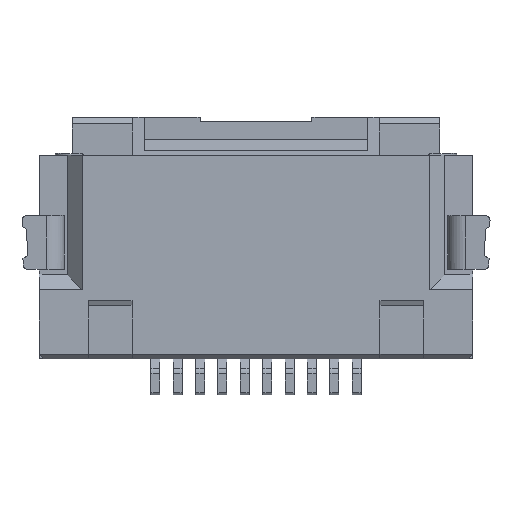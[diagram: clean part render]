
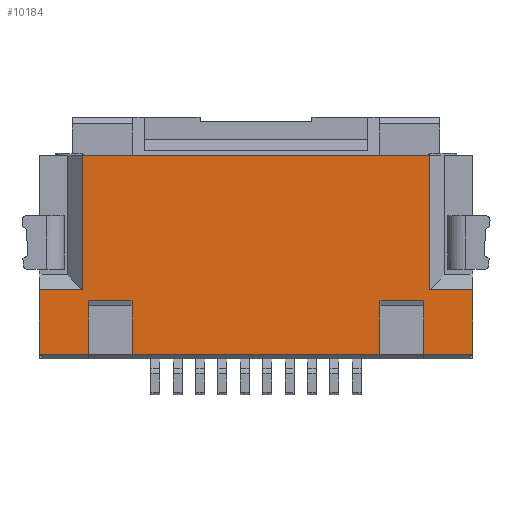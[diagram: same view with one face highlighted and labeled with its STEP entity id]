
A CAD part, front view. The second image highlights one B-rep face of the part: STEP entity #10184.
In plain terms, the highlighted planar face has unit normal (0, -1, 0).
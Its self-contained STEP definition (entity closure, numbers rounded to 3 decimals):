
#247 = EDGE_CURVE ( 'NONE', #3159, #14087, #1096, .T. ) ;
#817 = ORIENTED_EDGE ( 'NONE', *, *, #10462, .T. ) ;
#1096 = LINE ( 'NONE', #3886, #15195 ) ;
#2025 = CARTESIAN_POINT ( 'NONE',  ( 3.74, -2., 1.3 ) ) ;
#2060 = DIRECTION ( 'NONE',  ( -1., 0., 0. ) ) ;
#2773 = CARTESIAN_POINT ( 'NONE',  ( 3.87, -2., 4.55 ) ) ;
#2839 = ORIENTED_EDGE ( 'NONE', *, *, #3629, .F. ) ;
#2974 = ORIENTED_EDGE ( 'NONE', *, *, #13067, .F. ) ;
#3159 = VERTEX_POINT ( 'NONE', #14985 ) ;
#3190 = LINE ( 'NONE', #5038, #17262 ) ;
#3218 = LINE ( 'NONE', #3854, #6825 ) ;
#3284 = CARTESIAN_POINT ( 'NONE',  ( 4.84, -2., 0.1 ) ) ;
#3285 = CARTESIAN_POINT ( 'NONE',  ( -4.84, -2., 0.1 ) ) ;
#3571 = VECTOR ( 'NONE', #13648, 1000. ) ;
#3629 = EDGE_CURVE ( 'NONE', #6702, #6308, #12582, .T. ) ;
#3854 = CARTESIAN_POINT ( 'NONE',  ( -3.87, -2., 1.384 ) ) ;
#3886 = CARTESIAN_POINT ( 'NONE',  ( 2.77, -2., 1.3 ) ) ;
#4235 = VERTEX_POINT ( 'NONE', #17489 ) ;
#4508 = AXIS2_PLACEMENT_3D ( 'NONE', #14238, #6068, #15599 ) ;
#4530 = EDGE_CURVE ( 'NONE', #14087, #7380, #8488, .T. ) ;
#4665 = EDGE_CURVE ( 'NONE', #6479, #5851, #12755, .T. ) ;
#4666 = VECTOR ( 'NONE', #16484, 1000. ) ;
#4699 = PLANE ( 'NONE',  #4508 ) ;
#4855 = VECTOR ( 'NONE', #2060, 1000. ) ;
#4994 = EDGE_CURVE ( 'NONE', #3159, #6308, #14032, .T. ) ;
#5038 = CARTESIAN_POINT ( 'NONE',  ( 3.87, -2., 1.55 ) ) ;
#5086 = DIRECTION ( 'NONE',  ( -1., 0., 0. ) ) ;
#5133 = LINE ( 'NONE', #8284, #15585 ) ;
#5253 = ORIENTED_EDGE ( 'NONE', *, *, #17660, .T. ) ;
#5851 = VERTEX_POINT ( 'NONE', #10136 ) ;
#5934 = EDGE_CURVE ( 'NONE', #5851, #6702, #9071, .T. ) ;
#6068 = DIRECTION ( 'NONE',  ( 0., 1., 0. ) ) ;
#6308 = VERTEX_POINT ( 'NONE', #15266 ) ;
#6479 = VERTEX_POINT ( 'NONE', #2025 ) ;
#6549 = CARTESIAN_POINT ( 'NONE',  ( 2.77, -2., 0.1 ) ) ;
#6702 = VERTEX_POINT ( 'NONE', #12024 ) ;
#6744 = VERTEX_POINT ( 'NONE', #12090 ) ;
#6825 = VECTOR ( 'NONE', #14772, 1000. ) ;
#7020 = ORIENTED_EDGE ( 'NONE', *, *, #4665, .F. ) ;
#7215 = DIRECTION ( 'NONE',  ( 0., 0., -1. ) ) ;
#7380 = VERTEX_POINT ( 'NONE', #16602 ) ;
#7624 = VECTOR ( 'NONE', #7215, 1000. ) ;
#7651 = VECTOR ( 'NONE', #17141, 1000. ) ;
#7761 = CARTESIAN_POINT ( 'NONE',  ( 3.74, -2., 0.1 ) ) ;
#7786 = ORIENTED_EDGE ( 'NONE', *, *, #11155, .T. ) ;
#7843 = LINE ( 'NONE', #15282, #14265 ) ;
#7911 = DIRECTION ( 'NONE',  ( -1., 0., 0. ) ) ;
#8020 = CARTESIAN_POINT ( 'NONE',  ( 4.84, -2., 1.3 ) ) ;
#8210 = CARTESIAN_POINT ( 'NONE',  ( -2.77, -2., 0.1 ) ) ;
#8284 = CARTESIAN_POINT ( 'NONE',  ( 3.74, -2., 0.1 ) ) ;
#8477 = EDGE_LOOP ( 'NONE', ( #817, #17526, #7786, #13151, #12129, #8664, #14148, #13745, #2839, #10974, #7020, #9452, #15420, #2974, #16483, #5253 ) ) ;
#8488 = LINE ( 'NONE', #8600, #7624 ) ;
#8588 = DIRECTION ( 'NONE',  ( 0., 0., -1. ) ) ;
#8600 = CARTESIAN_POINT ( 'NONE',  ( -3.74, -2., 0.1 ) ) ;
#8624 = EDGE_CURVE ( 'NONE', #9475, #4235, #3218, .T. ) ;
#8647 = VECTOR ( 'NONE', #13070, 1000. ) ;
#8664 = ORIENTED_EDGE ( 'NONE', *, *, #4530, .F. ) ;
#8741 = VERTEX_POINT ( 'NONE', #2773 ) ;
#8841 = CARTESIAN_POINT ( 'NONE',  ( 2.77, -2., 4.55 ) ) ;
#8948 = VECTOR ( 'NONE', #7911, 1000. ) ;
#9071 = LINE ( 'NONE', #11689, #8647 ) ;
#9181 = CARTESIAN_POINT ( 'NONE',  ( 2.77, -2., 1.3 ) ) ;
#9359 = EDGE_CURVE ( 'NONE', #6479, #6744, #5133, .T. ) ;
#9408 = VECTOR ( 'NONE', #8588, 1000. ) ;
#9452 = ORIENTED_EDGE ( 'NONE', *, *, #9359, .T. ) ;
#9475 = VERTEX_POINT ( 'NONE', #13969 ) ;
#9529 = FACE_OUTER_BOUND ( 'NONE', #8477, .T. ) ;
#10134 = VERTEX_POINT ( 'NONE', #15483 ) ;
#10136 = CARTESIAN_POINT ( 'NONE',  ( 2.77, -2., 1.3 ) ) ;
#10184 = ADVANCED_FACE ( 'NONE', ( #9529 ), #4699, .F. ) ;
#10462 = EDGE_CURVE ( 'NONE', #8741, #4235, #15730, .T. ) ;
#10556 = LINE ( 'NONE', #11738, #14217 ) ;
#10974 = ORIENTED_EDGE ( 'NONE', *, *, #5934, .F. ) ;
#11019 = VERTEX_POINT ( 'NONE', #3285 ) ;
#11155 = EDGE_CURVE ( 'NONE', #9475, #16977, #10556, .T. ) ;
#11689 = CARTESIAN_POINT ( 'NONE',  ( 2.77, -2., 0.1 ) ) ;
#11738 = CARTESIAN_POINT ( 'NONE',  ( -3.87, -2., 1.55 ) ) ;
#11763 = CARTESIAN_POINT ( 'NONE',  ( -4.84, -2., 1.3 ) ) ;
#11901 = LINE ( 'NONE', #15107, #4666 ) ;
#11983 = CARTESIAN_POINT ( 'NONE',  ( 4.84, -2., 1.55 ) ) ;
#12024 = CARTESIAN_POINT ( 'NONE',  ( 2.77, -2., 0.1 ) ) ;
#12090 = CARTESIAN_POINT ( 'NONE',  ( 3.74, -2., 0.1 ) ) ;
#12129 = ORIENTED_EDGE ( 'NONE', *, *, #17592, .F. ) ;
#12582 = LINE ( 'NONE', #6549, #8948 ) ;
#12755 = LINE ( 'NONE', #9181, #16399 ) ;
#13067 = EDGE_CURVE ( 'NONE', #16255, #13143, #17120, .T. ) ;
#13070 = DIRECTION ( 'NONE',  ( 0., 0., -1. ) ) ;
#13143 = VERTEX_POINT ( 'NONE', #3284 ) ;
#13151 = ORIENTED_EDGE ( 'NONE', *, *, #14395, .T. ) ;
#13260 = DIRECTION ( 'NONE',  ( 1., 0., 0. ) ) ;
#13648 = DIRECTION ( 'NONE',  ( 0., 0., -1. ) ) ;
#13737 = DIRECTION ( 'NONE',  ( 0., 0., -1. ) ) ;
#13745 = ORIENTED_EDGE ( 'NONE', *, *, #4994, .T. ) ;
#13969 = CARTESIAN_POINT ( 'NONE',  ( -3.87, -2., 1.55 ) ) ;
#14032 = LINE ( 'NONE', #8210, #3571 ) ;
#14078 = VECTOR ( 'NONE', #17308, 1000. ) ;
#14087 = VERTEX_POINT ( 'NONE', #17620 ) ;
#14148 = ORIENTED_EDGE ( 'NONE', *, *, #247, .F. ) ;
#14217 = VECTOR ( 'NONE', #17121, 1000. ) ;
#14238 = CARTESIAN_POINT ( 'NONE',  ( 2.77, -2., 1.3 ) ) ;
#14265 = VECTOR ( 'NONE', #16650, 1000. ) ;
#14395 = EDGE_CURVE ( 'NONE', #16977, #11019, #14931, .T. ) ;
#14434 = EDGE_CURVE ( 'NONE', #6744, #13143, #17689, .T. ) ;
#14456 = EDGE_CURVE ( 'NONE', #10134, #16255, #3190, .T. ) ;
#14772 = DIRECTION ( 'NONE',  ( 0., 0., 1. ) ) ;
#14931 = LINE ( 'NONE', #11763, #7651 ) ;
#14985 = CARTESIAN_POINT ( 'NONE',  ( -2.77, -2., 1.3 ) ) ;
#15107 = CARTESIAN_POINT ( 'NONE',  ( -3.74, -2., 0.1 ) ) ;
#15195 = VECTOR ( 'NONE', #17529, 1000. ) ;
#15266 = CARTESIAN_POINT ( 'NONE',  ( -2.77, -2., 0.1 ) ) ;
#15282 = CARTESIAN_POINT ( 'NONE',  ( 3.87, -2., 1.384 ) ) ;
#15420 = ORIENTED_EDGE ( 'NONE', *, *, #14434, .T. ) ;
#15483 = CARTESIAN_POINT ( 'NONE',  ( 3.87, -2., 1.55 ) ) ;
#15585 = VECTOR ( 'NONE', #13737, 1000. ) ;
#15599 = DIRECTION ( 'NONE',  ( 0., 0., 1. ) ) ;
#15730 = LINE ( 'NONE', #8841, #4855 ) ;
#16255 = VERTEX_POINT ( 'NONE', #11983 ) ;
#16399 = VECTOR ( 'NONE', #5086, 1000. ) ;
#16443 = CARTESIAN_POINT ( 'NONE',  ( -4.84, -2., 1.55 ) ) ;
#16483 = ORIENTED_EDGE ( 'NONE', *, *, #14456, .F. ) ;
#16484 = DIRECTION ( 'NONE',  ( -1., 0., 0. ) ) ;
#16602 = CARTESIAN_POINT ( 'NONE',  ( -3.74, -2., 0.1 ) ) ;
#16650 = DIRECTION ( 'NONE',  ( 0., 0., 1. ) ) ;
#16977 = VERTEX_POINT ( 'NONE', #16443 ) ;
#17120 = LINE ( 'NONE', #8020, #9408 ) ;
#17121 = DIRECTION ( 'NONE',  ( -1., 0., 0. ) ) ;
#17141 = DIRECTION ( 'NONE',  ( 0., 0., -1. ) ) ;
#17262 = VECTOR ( 'NONE', #13260, 1000. ) ;
#17308 = DIRECTION ( 'NONE',  ( 1., 0., 0. ) ) ;
#17489 = CARTESIAN_POINT ( 'NONE',  ( -3.87, -2., 4.55 ) ) ;
#17526 = ORIENTED_EDGE ( 'NONE', *, *, #8624, .F. ) ;
#17529 = DIRECTION ( 'NONE',  ( -1., 0., 0. ) ) ;
#17592 = EDGE_CURVE ( 'NONE', #7380, #11019, #11901, .T. ) ;
#17620 = CARTESIAN_POINT ( 'NONE',  ( -3.74, -2., 1.3 ) ) ;
#17660 = EDGE_CURVE ( 'NONE', #10134, #8741, #7843, .T. ) ;
#17689 = LINE ( 'NONE', #7761, #14078 ) ;
